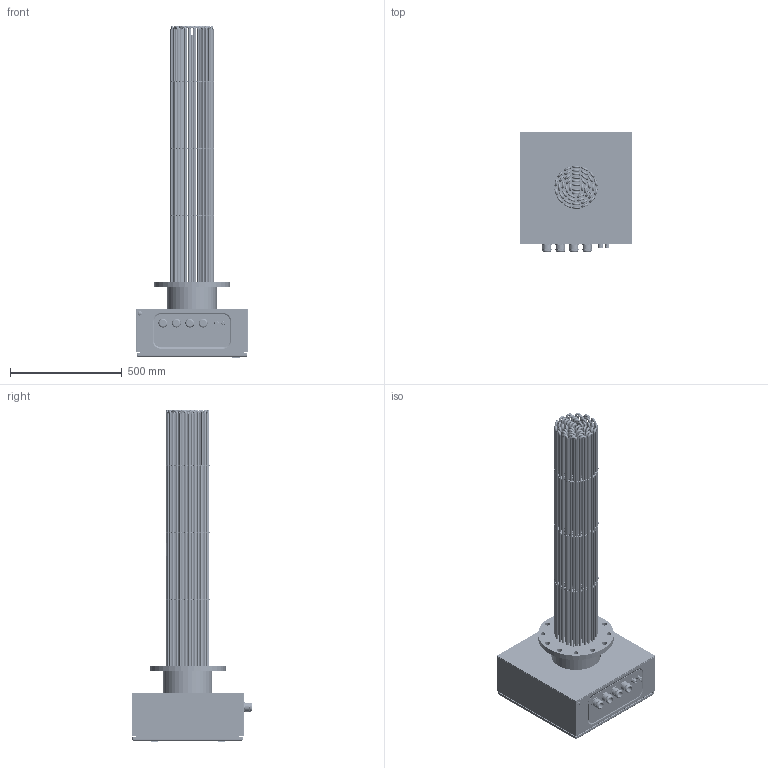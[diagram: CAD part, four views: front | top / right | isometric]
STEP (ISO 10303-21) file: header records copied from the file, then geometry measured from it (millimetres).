
FILE_DESCRIPTION (( 'STEP AP214' ), '1' );
FILE_NAME ('180034 - SSFHK 240 kW DN200 ET 1150 STEP.STEP', '2021-06-08T07:36:47', ( '' ), ( '' ), 'SwSTEP 2.0', 'SolidWorks 2021', '' );
FILE_SCHEMA (( 'AUTOMOTIVE_DESIGN' ));
Length unit declared in the file: millimetre
Products named in the file (24): 180034 - SSFHK 240 kW DN200 ET 1150 STEP; Messingbrücken^SSFHK_TYP I - DN200 - 48 RHK; SCHLOSS 2 500^AK 500x500x210_Anschlusskasten_SSFHK; KV M40 WT MS^Kabelverschraubung_SSFHK; Anschlusskastenplatte^SSFHK_500; RHK^Rohrheizkörper_SSFHK_ET 1150; DECEKL 500^AK 500x500x210_Anschlusskasten_SSFHK; BODENPALTTE 500^AK 500x500x210_Anschlusskasten_SSFHK; KV M20 WT MS^Kabelverschraubung_SSFHK; Kühlstrecke^SSFHK_DN200; VM^SSFHK_DN200 - 48 RHK - 1150mm; KV M16 WT MS^Kabelverschraubung_SSFHK; AK 500x500x210^Anschlusskasten_SSFHK; STB TF^Fühlerschutzrohre_SSFHK_1150 mm; Kabelverschraubung^SSFHK_4xM40+M20+M16; Flansch^SSFHK_DN200 - 48 RHK; BODY 500^AK 500x500x210_Anschlusskasten_SSFHK; WB 10er^Fühlerschutzrohre_SSFHK; Rohrheizkörper^SSFHK_DN200 - 48 RHK - 1150 mm; SCHLOSS 1 500^AK 500x500x210_Anschlusskasten_SSFHK; Distanzscheiben^SSFHK_DN200 - 48 RHK; Anschlusskasten^SSFHK_500x500x210; Fühlerschutzrohre^SSFHK_DN200 - 1150 mm; FSR STB^Fühlerschutzrohre_SSFHK
Assembly tree (75 placements, depth 4):
  180034 - SSFHK 240 kW DN200 ET 1150 STEP
    Flansch^SSFHK_DN200 - 48 RHK
    Rohrheizkörper^SSFHK_DN200 - 48 RHK - 1150 mm
      RHK^Rohrheizkörper_SSFHK_ET 1150  x48
    Distanzscheiben^SSFHK_DN200 - 48 RHK  x3
    Kühlstrecke^SSFHK_DN200
    Anschlusskastenplatte^SSFHK_500
    Fühlerschutzrohre^SSFHK_DN200 - 1150 mm
      FSR STB^Fühlerschutzrohre_SSFHK
      STB TF^Fühlerschutzrohre_SSFHK_1150 mm
      WB 10er^Fühlerschutzrohre_SSFHK
    Anschlusskasten^SSFHK_500x500x210
      AK 500x500x210^Anschlusskasten_SSFHK
        BODY 500^AK 500x500x210_Anschlusskasten_SSFHK
        DECEKL 500^AK 500x500x210_Anschlusskasten_SSFHK
        SCHLOSS 1 500^AK 500x500x210_Anschlusskasten_SSFHK
        SCHLOSS 2 500^AK 500x500x210_Anschlusskasten_SSFHK
        BODENPALTTE 500^AK 500x500x210_Anschlusskasten_SSFHK
    Kabelverschraubung^SSFHK_4xM40+M20+M16
      KV M16 WT MS^Kabelverschraubung_SSFHK
      KV M20 WT MS^Kabelverschraubung_SSFHK
      KV M40 WT MS^Kabelverschraubung_SSFHK  x4
    Messingbrücken^SSFHK_TYP I - DN200 - 48 RHK
    VM^SSFHK_DN200 - 48 RHK - 1150mm
Bounding box: 500 x 538.43 x 1484 mm (x, y, z)
Volume: 7993469.2 mm3; surface area: 9584147 mm2
Topology: 104 solids, 104 shells, 10989 faces, 31091 edges, 20380 vertices
Faces by surface type: cylinder 7847, plane 2469, torus 398, cone 184, bspline 91
Entity records: 172008 total; most frequent: CARTESIAN_POINT 32903, DIRECTION 28295, ORIENTED_EDGE 25810, EDGE_CURVE 12905, AXIS2_PLACEMENT_3D 11174, VERTEX_POINT 8476, CIRCLE 6558, LINE 5947
